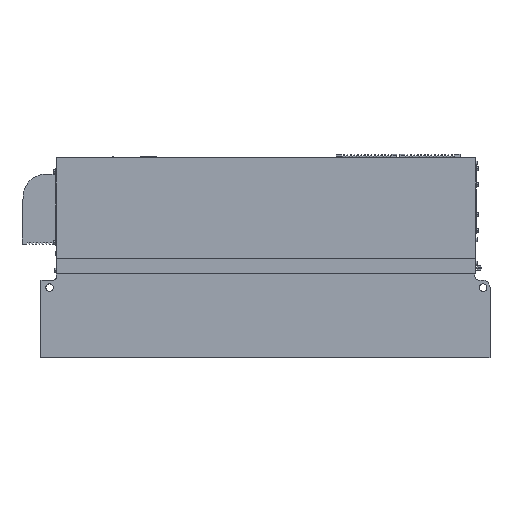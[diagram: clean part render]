
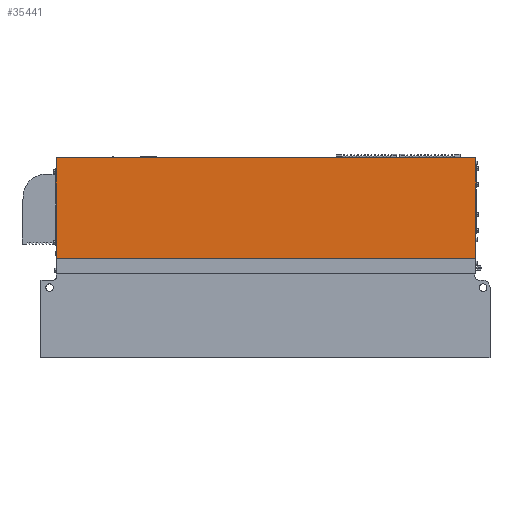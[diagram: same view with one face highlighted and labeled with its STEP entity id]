
A CAD part, left-side view. The second image highlights one B-rep face of the part: STEP entity #35441.
In plain terms, the highlighted planar face has unit normal (-1, 0, 0).
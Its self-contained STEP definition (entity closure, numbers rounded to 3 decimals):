
#3383=DIRECTION('',(0.,-1.,0.));
#3384=VECTOR('',#3383,1104.4);
#3385=CARTESIAN_POINT('',(-210.81,-38.,526.));
#3386=LINE('',#3385,#3384);
#4575=DIRECTION('',(0.,0.,1.));
#4576=VECTOR('',#4575,265.1);
#4577=CARTESIAN_POINT('',(-210.81,-38.,260.9));
#4578=LINE('',#4577,#4576);
#6363=DIRECTION('',(0.,0.,1.));
#6364=VECTOR('',#6363,265.1);
#6365=CARTESIAN_POINT('',(-210.81,-1142.4,260.9));
#6366=LINE('',#6365,#6364);
#10485=DIRECTION('',(0.,-1.,0.));
#10486=VECTOR('',#10485,1104.4);
#10487=CARTESIAN_POINT('',(-210.81,-38.,260.9));
#10488=LINE('',#10487,#10486);
#20689=CARTESIAN_POINT('',(-210.81,-38.,260.9));
#20690=VERTEX_POINT('',#20689);
#20691=CARTESIAN_POINT('',(-210.81,-38.,526.));
#20692=VERTEX_POINT('',#20691);
#20705=CARTESIAN_POINT('',(-210.81,-1142.4,260.9));
#20706=VERTEX_POINT('',#20705);
#20707=CARTESIAN_POINT('',(-210.81,-1142.4,526.));
#20708=VERTEX_POINT('',#20707);
#35430=CARTESIAN_POINT('',(-210.81,-38.,260.9));
#35431=DIRECTION('',(-1.,0.,0.));
#35432=DIRECTION('',(0.,0.,1.));
#35433=AXIS2_PLACEMENT_3D('',#35430,#35431,#35432);
#35434=PLANE('',#35433);
#35435=ORIENTED_EDGE('',*,*,#28186,.T.);
#35436=ORIENTED_EDGE('',*,*,#27614,.T.);
#35437=ORIENTED_EDGE('',*,*,#29668,.F.);
#35438=ORIENTED_EDGE('',*,*,#35423,.F.);
#35439=EDGE_LOOP('',(#35435,#35436,#35437,#35438));
#35440=FACE_OUTER_BOUND('',#35439,.F.);
#35441=ADVANCED_FACE('',(#35440),#35434,.T.);
#27614=EDGE_CURVE('',#20692,#20708,#3386,.T.);
#28186=EDGE_CURVE('',#20690,#20692,#4578,.T.);
#29668=EDGE_CURVE('',#20706,#20708,#6366,.T.);
#35423=EDGE_CURVE('',#20690,#20706,#10488,.T.);
